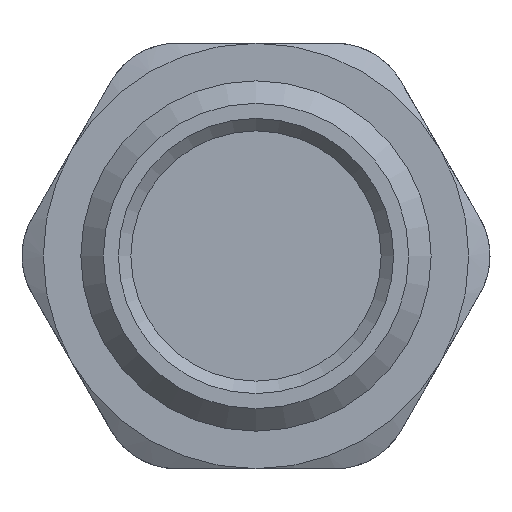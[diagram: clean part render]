
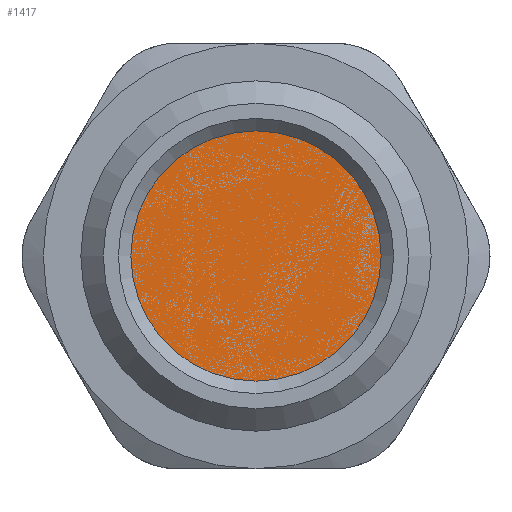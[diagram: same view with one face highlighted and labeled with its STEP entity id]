
A CAD part, front view. The second image highlights one B-rep face of the part: STEP entity #1417.
In plain terms, the highlighted planar face has unit normal (0, 1, 0).
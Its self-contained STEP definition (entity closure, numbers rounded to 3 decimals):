
#462=FACE_OUTER_BOUND('',#552,.T.);
#552=EDGE_LOOP('',(#1305));
#616=CIRCLE('',#1582,7.);
#737=VERTEX_POINT('',#2755);
#927=EDGE_CURVE('',#737,#737,#616,.T.);
#1305=ORIENTED_EDGE('',*,*,#927,.T.);
#1336=PLANE('',#1581);
#1417=ADVANCED_FACE('',(#462),#1336,.T.);
#1581=AXIS2_PLACEMENT_3D('',#2754,#1948,#1949);
#1582=AXIS2_PLACEMENT_3D('',#2756,#1950,#1951);
#1948=DIRECTION('center_axis',(0.,1.,0.));
#1949=DIRECTION('ref_axis',(0.,0.,1.));
#1950=DIRECTION('center_axis',(0.,1.,0.));
#1951=DIRECTION('ref_axis',(-1.,0.,0.));
#2754=CARTESIAN_POINT('Origin',(-6.254,-3.396,0.));
#2755=CARTESIAN_POINT('',(-13.254,-3.396,0.));
#2756=CARTESIAN_POINT('Origin',(-6.254,-3.396,0.));
